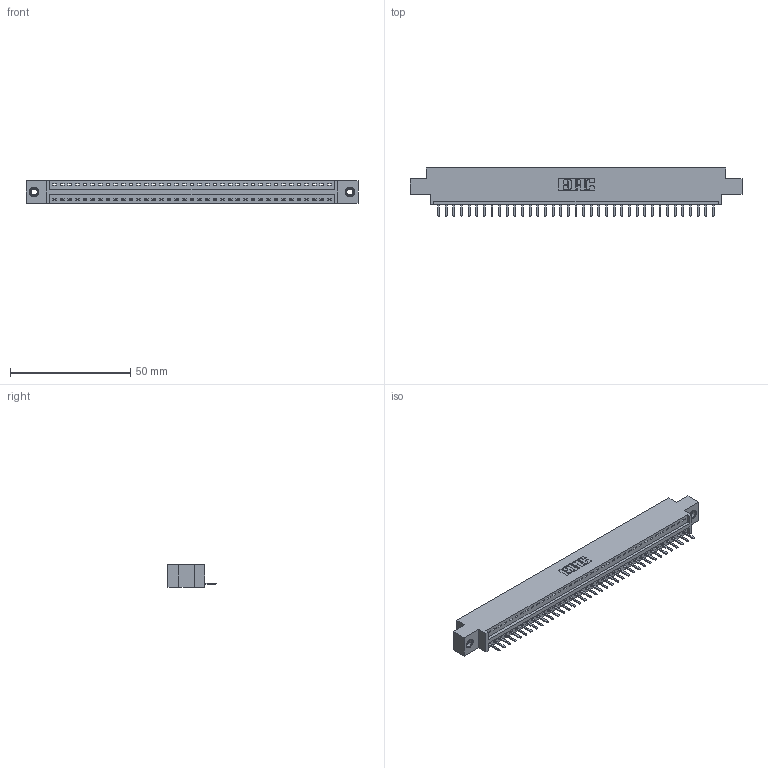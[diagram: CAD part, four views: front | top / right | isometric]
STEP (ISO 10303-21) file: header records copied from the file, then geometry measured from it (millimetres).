
FILE_DESCRIPTION (( 'STEP AP203' ), '1' );
FILE_NAME ('396-037-520-607.STEP', '2019-10-27T17:26:21', ( '' ), ( '' ), 'SwSTEP 2.0', 'SolidWorks 2016', '' );
FILE_SCHEMA (( 'CONFIG_CONTROL_DESIGN' ));
Length unit declared in the file: inch
Products named in the file (4): 396-037-520-607; 346 Part_0.170 Offset - 0.156 Dia-TI; 345-250-001_345-250-005-103; 345-292-001_345-293-120
Assembly tree (40 placements, depth 2):
  396-037-520-607
    346 Part_0.170 Offset - 0.156 Dia-TI
    345-292-001_345-293-120  x37
    345-250-001_345-250-005-103  x2
Bounding box: 138.05 x 20.02 x 9.4 mm (x, y, z)
Volume: 12905.3 mm3; surface area: 15915.8 mm2
Topology: 40 solids, 40 shells, 2480 faces, 7285 edges, 4750 vertices
Faces by surface type: plane 1666, cylinder 798, cone 12, torus 4
Entity records: 25068 total; most frequent: CARTESIAN_POINT 4294, ORIENTED_EDGE 4246, DIRECTION 3807, EDGE_CURVE 2123, LINE 1819, VECTOR 1819, VERTEX_POINT 1408, AXIS2_PLACEMENT_3D 994
